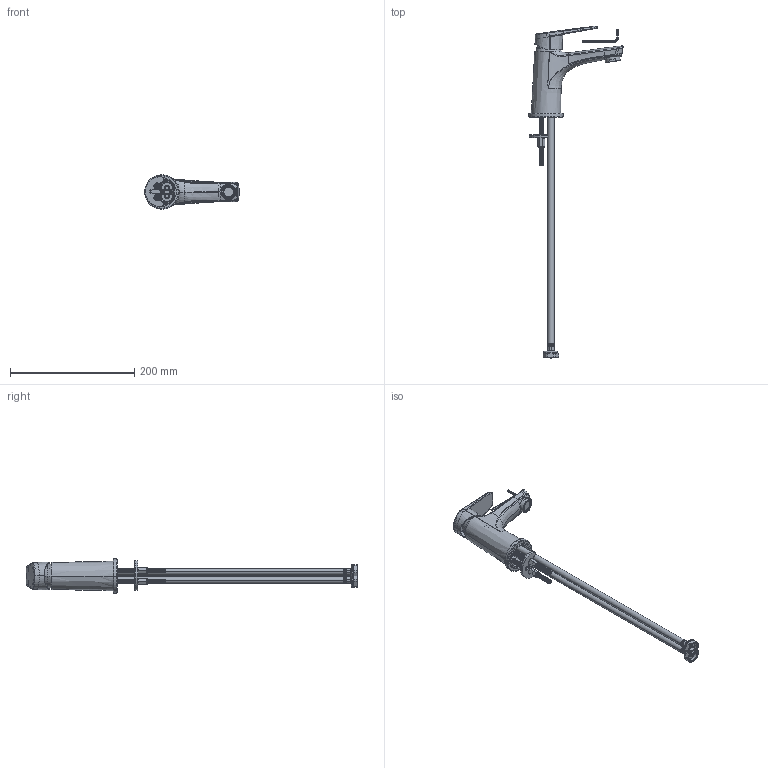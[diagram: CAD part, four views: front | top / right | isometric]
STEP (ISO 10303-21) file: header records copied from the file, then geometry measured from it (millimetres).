
FILE_DESCRIPTION((''),'2;1');
FILE_NAME('T80631-XX-ZGRS002_ASM','2025-05-20T',('g1001842'),(''),'PRO/ENGINEER BY PARAMETRIC TECHNOLOGY CORPORATION, 2013410','PRO/ENGINEER BY PARAMETRIC TECHNOLOGY CORPORATION, 2013410','');
FILE_SCHEMA(('CONFIG_CONTROL_DESIGN'));
Products named in the file (21): CTYX0006; ATBA0242; CTKT0064; CTCP0454; CTHZ0488; CTST0117; CTCP0072; CTWR0368; ATBX0072-1; ATBX0072-2; ATBX0072_ASM; CTXB0053; CTDZ0107; CTWR0384; CTST0013; CTWR0028; CTWT0103; CTNB0321; CCQT0002; ATBP0700; T80631-XX-ZGRS002_ASM
Assembly tree (23 placements, depth 3):
  T80631-XX-ZGRS002_ASM
    CTYX0006
    ATBA0242
    CTKT0064
    CTCP0454
    CTHZ0488
    CTST0117
    CTCP0072
    CTWR0368
    ATBX0072_ASM
      ATBX0072-1
      ATBX0072-2
    CTXB0053
    CTDZ0107
    CTWR0384
    CTST0013  x2
    CTWR0028
    CTWT0103
    CTNB0321  x2
    CCQT0002
    ATBP0700  x2
Bounding box: 152.18 x 534.43 x 55.4 mm (x, y, z)
Volume: 180564.8 mm3; surface area: 167634.1 mm2
Topology: 24 solids, 24 shells, 2103 faces, 5090 edges, 3071 vertices
Faces by surface type: cylinder 818, bspline 520, plane 440, torus 166, cone 125, sphere 34
Entity records: 95821 total; most frequent: CARTESIAN_POINT 60629, ORIENTED_EDGE 7894, DIRECTION 6321, EDGE_CURVE 3947, AXIS2_PLACEMENT_3D 2522, VERTEX_POINT 2375, EDGE_LOOP 1752, FACE_OUTER_BOUND 1653
